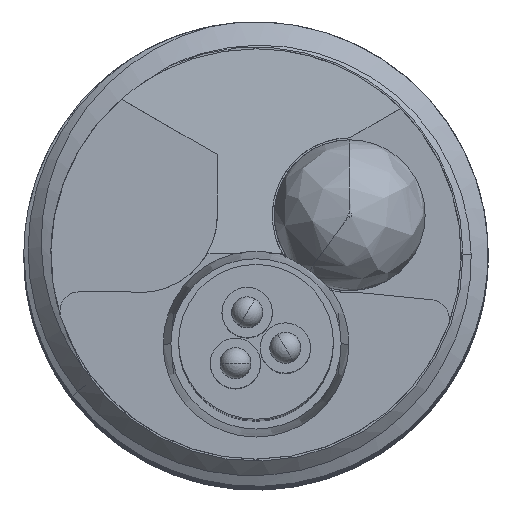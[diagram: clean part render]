
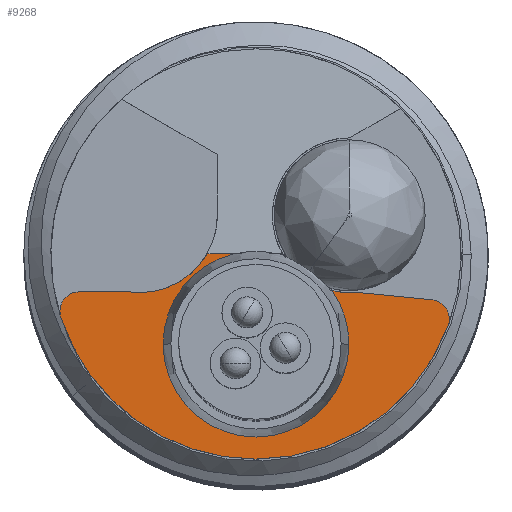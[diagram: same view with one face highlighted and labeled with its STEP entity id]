
A CAD part, top view. The second image highlights one B-rep face of the part: STEP entity #9268.
In plain terms, the highlighted planar face has unit normal (0, 0, 1).
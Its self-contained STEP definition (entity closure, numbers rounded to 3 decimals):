
#839=CARTESIAN_POINT('',(0.,-2.33,58.77));
#840=DIRECTION('',(0.,0.,1.));
#841=DIRECTION('',(-1.,0.,0.));
#842=AXIS2_PLACEMENT_3D('',#839,#840,#841);
#844=CARTESIAN_POINT('',(0.,-2.33,58.77));
#845=DIRECTION('',(0.,0.,1.));
#846=DIRECTION('',(1.,0.,0.));
#847=AXIS2_PLACEMENT_3D('',#844,#845,#846);
#849=CARTESIAN_POINT('',(2.42,1.,58.77));
#850=DIRECTION('',(0.,0.,1.));
#851=DIRECTION('',(-0.229,-0.973,0.));
#852=AXIS2_PLACEMENT_3D('',#849,#850,#851);
#854=DIRECTION('',(0.995,-0.099,0.));
#855=VECTOR('',#854,1.948);
#856=CARTESIAN_POINT('',(2.607,-0.991,58.77));
#857=LINE('',#856,#855);
#858=CARTESIAN_POINT('',(4.496,-1.681,58.77));
#859=DIRECTION('',(0.,0.,1.));
#860=DIRECTION('',(0.937,-0.35,0.));
#861=AXIS2_PLACEMENT_3D('',#858,#859,#860);
#863=CARTESIAN_POINT('',(0.,0.,58.77));
#864=DIRECTION('',(0.,0.,1.));
#865=DIRECTION('',(0.,-1.,0.));
#866=AXIS2_PLACEMENT_3D('',#863,#864,#865);
#868=CARTESIAN_POINT('',(0.,0.,58.77));
#869=DIRECTION('',(0.,0.,1.));
#870=DIRECTION('',(-0.951,-0.308,0.));
#871=AXIS2_PLACEMENT_3D('',#868,#869,#870);
#873=CARTESIAN_POINT('',(-4.566,-1.479,58.77));
#874=DIRECTION('',(0.,0.,1.));
#875=DIRECTION('',(0.,1.,0.));
#876=AXIS2_PLACEMENT_3D('',#873,#874,#875);
#878=DIRECTION('',(1.,0.,0.));
#879=VECTOR('',#878,1.277);
#880=CARTESIAN_POINT('',(-4.566,-0.979,58.77));
#881=LINE('',#880,#879);
#882=CARTESIAN_POINT('',(-3.,1.,58.77));
#883=DIRECTION('',(0.,0.,1.));
#884=DIRECTION('',(-0.145,-0.989,0.));
#885=AXIS2_PLACEMENT_3D('',#882,#883,#884);
#887=DIRECTION('',(1.,0.,0.));
#888=VECTOR('',#887,0.693);
#889=CARTESIAN_POINT('',(-1.268,0.,58.77));
#890=LINE('',#889,#888);
#891=CARTESIAN_POINT('',(0.,-2.33,58.77));
#892=DIRECTION('',(0.,0.,1.));
#893=DIRECTION('',(-0.24,0.971,0.));
#894=AXIS2_PLACEMENT_3D('',#891,#892,#893);
#8871=CARTESIAN_POINT('',(0.,-5.3,58.77));
#8872=VERTEX_POINT('',#8871);
#8885=CARTESIAN_POINT('',(2.607,-0.991,58.77));
#8886=VERTEX_POINT('',#8885);
#8893=CARTESIAN_POINT('',(-3.289,-0.979,58.77));
#8894=CARTESIAN_POINT('',(-1.268,0.,58.77));
#8895=VERTEX_POINT('',#8893);
#8896=VERTEX_POINT('',#8894);
#8905=CARTESIAN_POINT('',(-4.566,-0.979,58.77));
#8907=VERTEX_POINT('',#8905);
#8909=CARTESIAN_POINT('',(-5.042,-1.633,58.77));
#8910=VERTEX_POINT('',#8909);
#8913=CARTESIAN_POINT('',(4.964,-1.856,58.77));
#8914=CARTESIAN_POINT('',(4.545,-1.184,58.77));
#8915=VERTEX_POINT('',#8913);
#8916=VERTEX_POINT('',#8914);
#8925=CARTESIAN_POINT('',(-2.4,-2.33,58.77));
#8926=CARTESIAN_POINT('',(2.4,-2.33,58.77));
#8927=VERTEX_POINT('',#8925);
#8928=VERTEX_POINT('',#8926);
#8929=CARTESIAN_POINT('',(1.961,-0.947,58.77));
#8930=VERTEX_POINT('',#8929);
#8935=CARTESIAN_POINT('',(-0.575,0.,58.77));
#8936=VERTEX_POINT('',#8935);
#9242=CARTESIAN_POINT('',(0.,0.,58.77));
#9243=DIRECTION('',(0.,0.,1.));
#9244=DIRECTION('',(0.,-1.,0.));
#9245=AXIS2_PLACEMENT_3D('',#9242,#9243,#9244);
#9246=PLANE('',#9245);
#9248=ORIENTED_EDGE('',*,*,#9247,.T.);
#9249=ORIENTED_EDGE('',*,*,#9052,.T.);
#9251=ORIENTED_EDGE('',*,*,#9250,.T.);
#9253=ORIENTED_EDGE('',*,*,#9252,.T.);
#9254=ORIENTED_EDGE('',*,*,#9233,.F.);
#9255=ORIENTED_EDGE('',*,*,#9223,.F.);
#9257=ORIENTED_EDGE('',*,*,#9256,.F.);
#9259=ORIENTED_EDGE('',*,*,#9258,.F.);
#9261=ORIENTED_EDGE('',*,*,#9260,.T.);
#9263=ORIENTED_EDGE('',*,*,#9262,.T.);
#9264=ORIENTED_EDGE('',*,*,#8991,.T.);
#9265=ORIENTED_EDGE('',*,*,#9060,.T.);
#9266=EDGE_LOOP('',(#9248,#9249,#9251,#9253,#9254,#9255,#9257,#9259,#9261,#9263,
#9264,#9265));
#9267=FACE_OUTER_BOUND('',#9266,.F.);
#9268=ADVANCED_FACE('',(#9267),#9246,.T.);
#843=CIRCLE('',#842,2.4);
#848=CIRCLE('',#847,2.4);
#853=CIRCLE('',#852,2.);
#862=CIRCLE('',#861,0.5);
#867=CIRCLE('',#866,5.3);
#872=CIRCLE('',#871,5.3);
#877=CIRCLE('',#876,0.5);
#886=CIRCLE('',#885,2.);
#895=CIRCLE('',#894,2.4);
#8991=EDGE_CURVE('',#8896,#8936,#890,.T.);
#9052=EDGE_CURVE('',#8928,#8930,#848,.T.);
#9060=EDGE_CURVE('',#8936,#8927,#895,.T.);
#9223=EDGE_CURVE('',#8872,#8915,#867,.T.);
#9233=EDGE_CURVE('',#8915,#8916,#862,.T.);
#9247=EDGE_CURVE('',#8927,#8928,#843,.T.);
#9250=EDGE_CURVE('',#8930,#8886,#853,.T.);
#9252=EDGE_CURVE('',#8886,#8916,#857,.T.);
#9256=EDGE_CURVE('',#8910,#8872,#872,.T.);
#9258=EDGE_CURVE('',#8907,#8910,#877,.T.);
#9260=EDGE_CURVE('',#8907,#8895,#881,.T.);
#9262=EDGE_CURVE('',#8895,#8896,#886,.T.);
